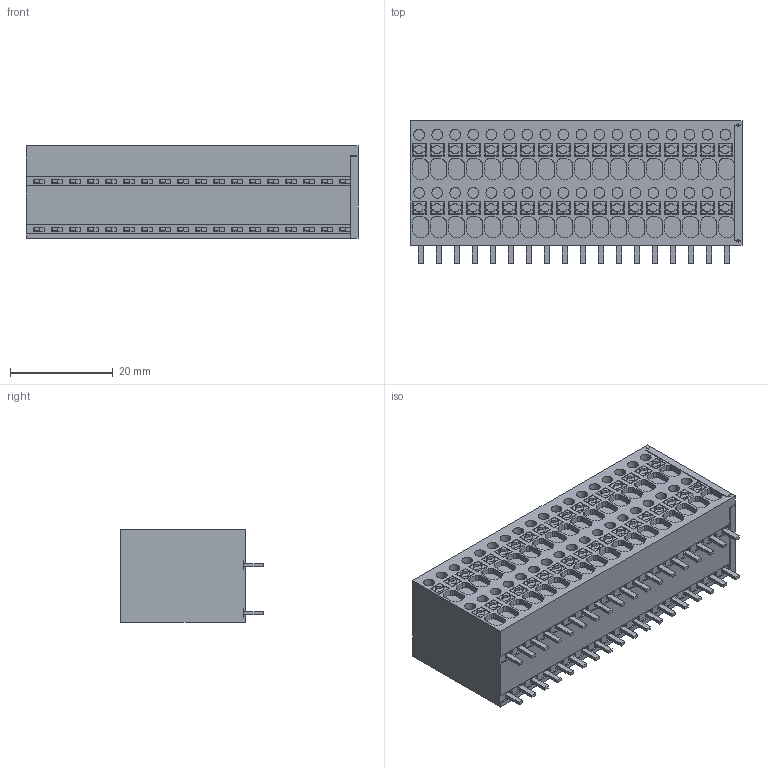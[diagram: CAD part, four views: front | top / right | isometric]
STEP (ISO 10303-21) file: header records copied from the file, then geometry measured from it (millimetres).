
FILE_DESCRIPTION(('CATIA V5R24 STEP','CAx-IF Rec.Pracs.--- Model Styling and Organization---1.2---2011-12-15'),'2;1');
FILE_NAME ('D1461298_0_2001100000_2001100000.stp','2017-04-11T08:52:01+00:00',('none'),('Weidmueller'),'CATIA Version 5-6 Release 2014 SP4 HF52','CATIA V5 STEP AP214','none');
FILE_SCHEMA(('AUTOMOTIVE_DESIGN { 1 0 10303 214 1 1 1 1 }'));
Length unit declared in the file: millimetre
Products named in the file (1): 2001100000_S
Bounding box: 64.5 x 27.7 x 18 mm (x, y, z)
Volume: 27183.2 mm3; surface area: 10287 mm2
Topology: 73 solids, 73 shells, 1712 faces, 4312 edges, 2882 vertices
Faces by surface type: plane 1280, cylinder 288, cone 144
Entity records: 51501 total; most frequent: CARTESIAN_POINT 12094, ORIENTED_EDGE 8624, DIRECTION 6341, EDGE_CURVE 4312, VECTOR 3304, LINE 3304, VERTEX_POINT 2882, EDGE_LOOP 1852
